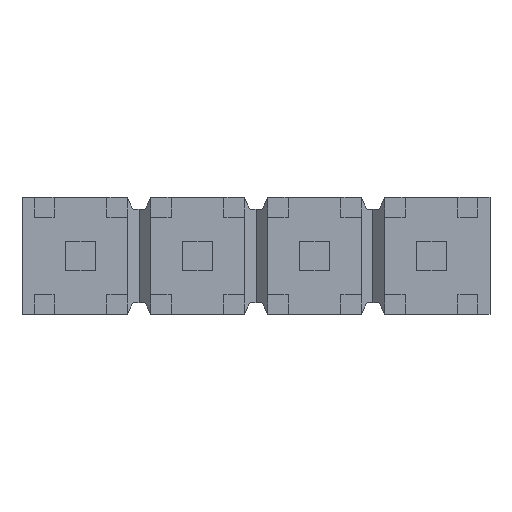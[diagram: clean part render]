
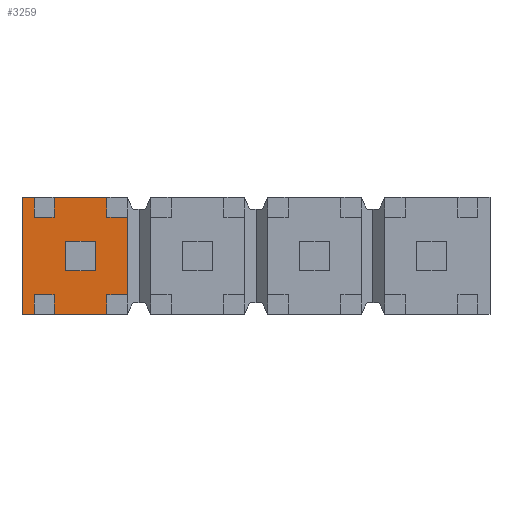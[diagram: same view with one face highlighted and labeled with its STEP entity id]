
A CAD part, front view. The second image highlights one B-rep face of the part: STEP entity #3259.
In plain terms, the highlighted planar face has unit normal (0, -1, 0).
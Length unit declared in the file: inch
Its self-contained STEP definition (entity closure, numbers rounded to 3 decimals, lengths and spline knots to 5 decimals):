
#711=ORIENTED_EDGE('',*,*,#1264,.F.);
#712=ORIENTED_EDGE('',*,*,#1353,.F.);
#713=ORIENTED_EDGE('',*,*,#1275,.T.);
#714=ORIENTED_EDGE('',*,*,#1163,.T.);
#715=ORIENTED_EDGE('',*,*,#1272,.F.);
#716=ORIENTED_EDGE('',*,*,#1354,.F.);
#717=ORIENTED_EDGE('',*,*,#1083,.F.);
#718=ORIENTED_EDGE('',*,*,#1355,.T.);
#719=ORIENTED_EDGE('',*,*,#1269,.F.);
#720=ORIENTED_EDGE('',*,*,#1124,.T.);
#721=ORIENTED_EDGE('',*,*,#1274,.T.);
#722=ORIENTED_EDGE('',*,*,#1356,.T.);
#723=ORIENTED_EDGE('',*,*,#1261,.F.);
#724=ORIENTED_EDGE('',*,*,#1120,.T.);
#725=ORIENTED_EDGE('',*,*,#1351,.T.);
#726=ORIENTED_EDGE('',*,*,#1167,.T.);
#727=ORIENTED_EDGE('',*,*,#1347,.F.);
#728=ORIENTED_EDGE('',*,*,#1338,.F.);
#729=ORIENTED_EDGE('',*,*,#1335,.F.);
#730=ORIENTED_EDGE('',*,*,#1332,.F.);
#1083=EDGE_CURVE('',#1493,#1494,#1821,.T.);
#1120=EDGE_CURVE('',#1527,#1526,#1858,.T.);
#1124=EDGE_CURVE('',#1531,#1530,#1862,.T.);
#1163=EDGE_CURVE('',#1558,#1557,#1901,.T.);
#1167=EDGE_CURVE('',#1562,#1561,#1905,.T.);
#1261=EDGE_CURVE('',#1527,#1617,#1999,.T.);
#1264=EDGE_CURVE('',#1618,#1561,#2002,.T.);
#1269=EDGE_CURVE('',#1531,#1621,#2007,.T.);
#1272=EDGE_CURVE('',#1622,#1557,#2010,.T.);
#1274=EDGE_CURVE('',#1530,#1623,#2012,.T.);
#1275=EDGE_CURVE('',#1624,#1558,#2013,.T.);
#1332=EDGE_CURVE('',#1662,#1663,#2070,.T.);
#1335=EDGE_CURVE('',#1663,#1665,#2073,.T.);
#1338=EDGE_CURVE('',#1665,#1667,#2076,.T.);
#1347=EDGE_CURVE('',#1667,#1662,#2085,.T.);
#1351=EDGE_CURVE('',#1526,#1562,#2089,.T.);
#1353=EDGE_CURVE('',#1624,#1618,#2091,.T.);
#1354=EDGE_CURVE('',#1494,#1622,#2092,.T.);
#1355=EDGE_CURVE('',#1493,#1621,#2093,.T.);
#1356=EDGE_CURVE('',#1623,#1617,#2094,.T.);
#1493=VERTEX_POINT('',#4623);
#1494=VERTEX_POINT('',#4625);
#1526=VERTEX_POINT('',#4698);
#1527=VERTEX_POINT('',#4700);
#1530=VERTEX_POINT('',#4706);
#1531=VERTEX_POINT('',#4708);
#1557=VERTEX_POINT('',#4776);
#1558=VERTEX_POINT('',#4778);
#1561=VERTEX_POINT('',#4784);
#1562=VERTEX_POINT('',#4786);
#1617=VERTEX_POINT('',#4967);
#1618=VERTEX_POINT('',#4971);
#1621=VERTEX_POINT('',#4983);
#1622=VERTEX_POINT('',#4987);
#1623=VERTEX_POINT('',#4991);
#1624=VERTEX_POINT('',#4995);
#1662=VERTEX_POINT('',#5111);
#1663=VERTEX_POINT('',#5113);
#1665=VERTEX_POINT('',#5119);
#1667=VERTEX_POINT('',#5125);
#1821=LINE('',#4624,#2271);
#1858=LINE('',#4699,#2308);
#1862=LINE('',#4707,#2312);
#1901=LINE('',#4777,#2351);
#1905=LINE('',#4785,#2355);
#1999=LINE('',#4966,#2449);
#2002=LINE('',#4972,#2452);
#2007=LINE('',#4982,#2457);
#2010=LINE('',#4988,#2460);
#2012=LINE('',#4992,#2462);
#2013=LINE('',#4994,#2463);
#2070=LINE('',#5112,#2520);
#2073=LINE('',#5118,#2523);
#2076=LINE('',#5124,#2526);
#2085=LINE('',#5139,#2535);
#2089=LINE('',#5145,#2539);
#2091=LINE('',#5152,#2541);
#2092=LINE('',#5153,#2542);
#2093=LINE('',#5154,#2543);
#2094=LINE('',#5155,#2544);
#2271=VECTOR('',#3763,39.37008);
#2308=VECTOR('',#3810,39.37008);
#2312=VECTOR('',#3814,39.37008);
#2351=VECTOR('',#3861,39.37008);
#2355=VECTOR('',#3865,39.37008);
#2449=VECTOR('',#4023,39.37008);
#2452=VECTOR('',#4028,39.37008);
#2457=VECTOR('',#4039,39.37008);
#2460=VECTOR('',#4044,39.37008);
#2462=VECTOR('',#4048,39.37008);
#2463=VECTOR('',#4051,39.37008);
#2520=VECTOR('',#4152,39.37008);
#2523=VECTOR('',#4157,39.37008);
#2526=VECTOR('',#4162,39.37008);
#2535=VECTOR('',#4179,39.37008);
#2539=VECTOR('',#4187,39.37008);
#2541=VECTOR('',#4199,39.37008);
#2542=VECTOR('',#4200,39.37008);
#2543=VECTOR('',#4201,39.37008);
#2544=VECTOR('',#4202,39.37008);
#2717=EDGE_LOOP('',(#711,#712,#713,#714,#715,#716,#717,#718,#719,#720,#721,
#722,#723,#724,#725,#726));
#2718=EDGE_LOOP('',(#727,#728,#729,#730));
#2907=FACE_BOUND('',#2717,.T.);
#2908=FACE_BOUND('',#2718,.T.);
#3085=PLANE('',#3460);
#3259=ADVANCED_FACE('',(#2907,#2908),#3085,.T.);
#3460=AXIS2_PLACEMENT_3D('',#5151,#4197,#4198);
#3763=DIRECTION('',(0.,0.,-1.));
#3810=DIRECTION('',(-1.,0.,0.));
#3814=DIRECTION('',(-1.,0.,0.));
#3861=DIRECTION('',(1.,0.,0.));
#3865=DIRECTION('',(1.,0.,0.));
#4023=DIRECTION('',(0.,0.,-1.));
#4028=DIRECTION('',(0.,0.,-1.));
#4039=DIRECTION('',(0.,0.,-1.));
#4044=DIRECTION('',(0.,0.,-1.));
#4048=DIRECTION('',(0.,0.,-1.));
#4051=DIRECTION('',(0.,0.,-1.));
#4152=DIRECTION('',(1.,0.,0.));
#4157=DIRECTION('',(0.,0.,1.));
#4162=DIRECTION('',(-1.,0.,0.));
#4179=DIRECTION('',(0.,0.,-1.));
#4187=DIRECTION('',(0.,0.,-1.));
#4197=DIRECTION('',(0.,-1.,0.));
#4198=DIRECTION('',(0.,0.,-1.));
#4199=DIRECTION('',(-1.,0.,0.));
#4200=DIRECTION('',(-1.,0.,0.));
#4201=DIRECTION('',(-1.,0.,0.));
#4202=DIRECTION('',(-1.,0.,0.));
#4623=CARTESIAN_POINT('',(-0.11,0.02,0.033));
#4624=CARTESIAN_POINT('',(-0.11,0.02,0.4));
#4625=CARTESIAN_POINT('',(-0.11,0.02,-0.033));
#4698=CARTESIAN_POINT('',(-0.2,0.02,0.05));
#4699=CARTESIAN_POINT('',(-0.2,0.02,0.05));
#4700=CARTESIAN_POINT('',(-0.1896,0.02,0.05));
#4706=CARTESIAN_POINT('',(-0.1726,0.02,0.05));
#4707=CARTESIAN_POINT('',(-0.2,0.02,0.05));
#4708=CARTESIAN_POINT('',(-0.1274,0.02,0.05));
#4776=CARTESIAN_POINT('',(-0.1274,0.02,-0.05));
#4777=CARTESIAN_POINT('',(0.2,0.02,-0.05));
#4778=CARTESIAN_POINT('',(-0.1726,0.02,-0.05));
#4784=CARTESIAN_POINT('',(-0.1896,0.02,-0.05));
#4785=CARTESIAN_POINT('',(0.2,0.02,-0.05));
#4786=CARTESIAN_POINT('',(-0.2,0.02,-0.05));
#4966=CARTESIAN_POINT('',(-0.1896,0.02,0.1));
#4967=CARTESIAN_POINT('',(-0.1896,0.02,0.033));
#4971=CARTESIAN_POINT('',(-0.1896,0.02,-0.033));
#4972=CARTESIAN_POINT('',(-0.1896,0.02,0.1));
#4982=CARTESIAN_POINT('',(-0.1274,0.02,0.1));
#4983=CARTESIAN_POINT('',(-0.1274,0.02,0.033));
#4987=CARTESIAN_POINT('',(-0.1274,0.02,-0.033));
#4988=CARTESIAN_POINT('',(-0.1274,0.02,0.1));
#4991=CARTESIAN_POINT('',(-0.1726,0.02,0.033));
#4992=CARTESIAN_POINT('',(-0.1726,0.02,0.1));
#4994=CARTESIAN_POINT('',(-0.1726,0.02,0.1));
#4995=CARTESIAN_POINT('',(-0.1726,0.02,-0.033));
#5111=CARTESIAN_POINT('',(-0.1625,0.02,-0.0125));
#5112=CARTESIAN_POINT('',(-0.1375,0.02,-0.0125));
#5113=CARTESIAN_POINT('',(-0.1375,0.02,-0.0125));
#5118=CARTESIAN_POINT('',(-0.1375,0.02,0.0125));
#5119=CARTESIAN_POINT('',(-0.1375,0.02,0.0125));
#5124=CARTESIAN_POINT('',(-0.1625,0.02,0.0125));
#5125=CARTESIAN_POINT('',(-0.1625,0.02,0.0125));
#5139=CARTESIAN_POINT('',(-0.1625,0.02,-0.0125));
#5145=CARTESIAN_POINT('',(-0.2,0.02,-0.05));
#5151=CARTESIAN_POINT('',(-0.1896,0.02,0.1));
#5152=CARTESIAN_POINT('',(0.4,0.02,-0.033));
#5153=CARTESIAN_POINT('',(0.4,0.02,-0.033));
#5154=CARTESIAN_POINT('',(0.4,0.02,0.033));
#5155=CARTESIAN_POINT('',(0.4,0.02,0.033));
